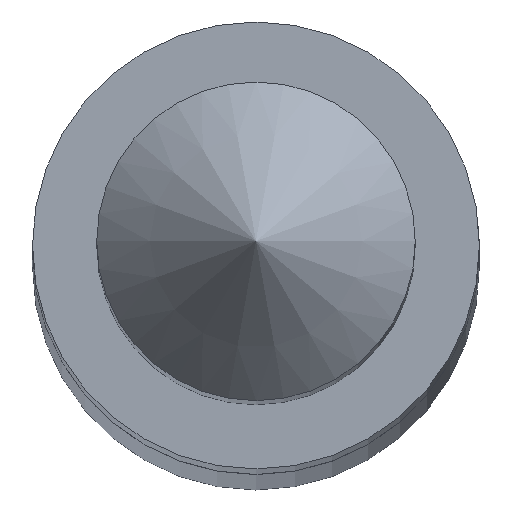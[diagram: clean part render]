
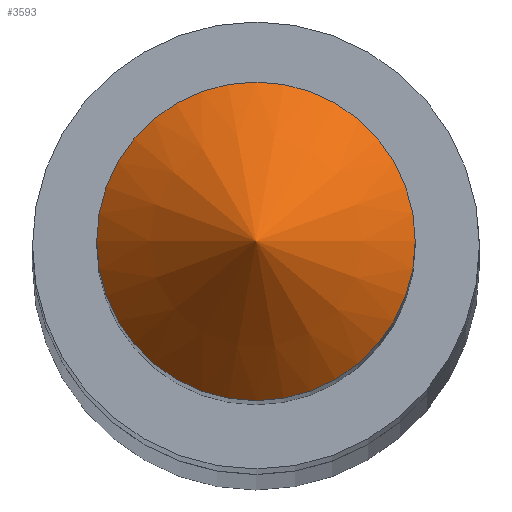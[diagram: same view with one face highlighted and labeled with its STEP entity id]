
A CAD part, top view. The second image highlights one B-rep face of the part: STEP entity #3593.
In plain terms, the highlighted conical face has half-angle 45 degrees and reference radius 0.17 mm.
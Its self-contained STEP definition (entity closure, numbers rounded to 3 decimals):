
#462 = CARTESIAN_POINT ( 'NONE',  ( 0., 0., 2.53 ) ) ;
#848 = DIRECTION ( 'NONE',  ( 1., 0., 0. ) ) ;
#1049 = AXIS2_PLACEMENT_3D ( 'NONE', #4200, #4503, #848 ) ;
#1178 = CARTESIAN_POINT ( 'NONE',  ( 0.17, 0., 2.53 ) ) ;
#1744 = ORIENTED_EDGE ( 'NONE', *, *, #3148, .F. ) ;
#2145 = FACE_OUTER_BOUND ( 'NONE', #4239, .T. ) ;
#3148 = EDGE_CURVE ( 'NONE', #4493, #4493, #4069, .T. ) ;
#3432 = DIRECTION ( 'NONE',  ( -1., 0., 0. ) ) ;
#3555 = AXIS2_PLACEMENT_3D ( 'NONE', #462, #4624, #3432 ) ;
#3593 = ADVANCED_FACE ( 'NONE', ( #2145 ), #4506, .T. ) ;
#4069 = CIRCLE ( 'NONE', #1049, 0.17 ) ;
#4200 = CARTESIAN_POINT ( 'NONE',  ( 0., 0., 2.53 ) ) ;
#4239 = EDGE_LOOP ( 'NONE', ( #1744 ) ) ;
#4493 = VERTEX_POINT ( 'NONE', #1178 ) ;
#4503 = DIRECTION ( 'NONE',  ( 0., 0., -1. ) ) ;
#4506 = CONICAL_SURFACE ( 'NONE', #3555, 0.17, 0.785 ) ;
#4624 = DIRECTION ( 'NONE',  ( 0., 0., -1. ) ) ;
